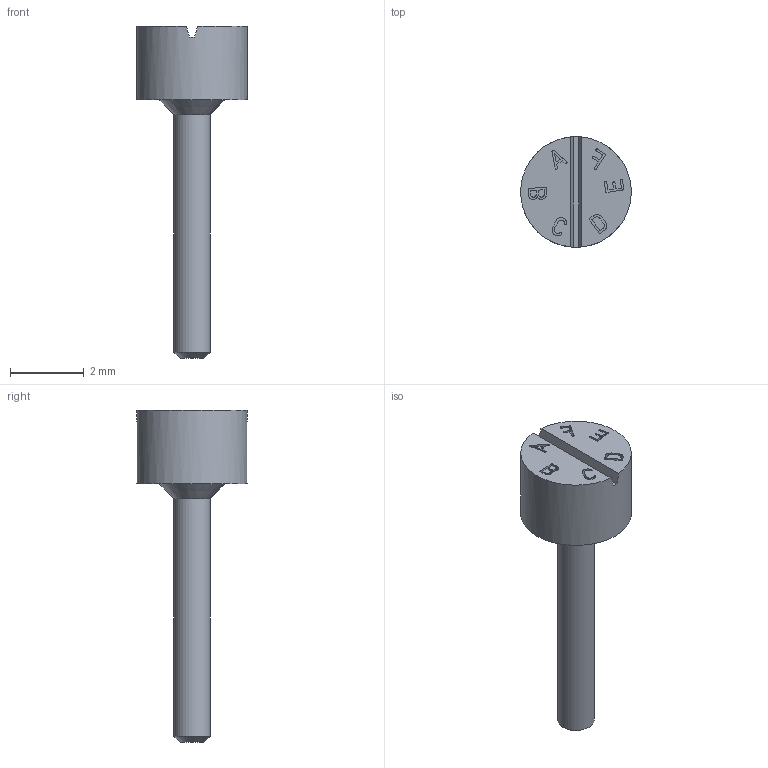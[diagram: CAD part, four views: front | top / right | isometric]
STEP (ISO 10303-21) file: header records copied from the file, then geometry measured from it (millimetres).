
FILE_DESCRIPTION(/* description */ (''),/* implementation_level */ '2;1');
FILE_NAME(/* name */ 'Dati-3000_MF$3$Jahr.stp',/* time_stamp */ '2025-08-28T15:16:04+02:00',/* author */ ('olafg'),/* organization */ (''),/* preprocessor_version */ 'ST-DEVELOPER v20',/* originating_system */ 'Autodesk Inventor 2024',/* authorisation */ '');
FILE_SCHEMA (('AUTOMOTIVE_DESIGN { 1 0 10303 214 3 1 1 }'));
Length unit declared in the file: millimetre
Products named in the file (1): 3003-05-00 F Stelleinsatz
Bounding box: 3 x 3 x 9 mm (x, y, z)
Volume: 19.6 mm3; surface area: 58.1 mm2
Topology: 1 solids, 1 shells, 136 faces, 368 edges, 245 vertices
Faces by surface type: bspline 74, plane 58, cone 2, cylinder 2
Full cylindrical faces by diameter (mm): 1 x1, 3 x1
Entity records: 4862 total; most frequent: CARTESIAN_POINT 1888, ORIENTED_EDGE 736, EDGE_CURVE 368, DIRECTION 361, VERTEX_POINT 245, LINE 205, VECTOR 205, B_SPLINE_CURVE_WITH_KNOTS 148
